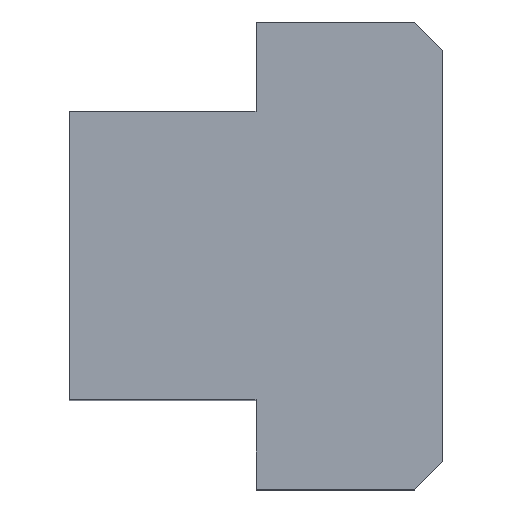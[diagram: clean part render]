
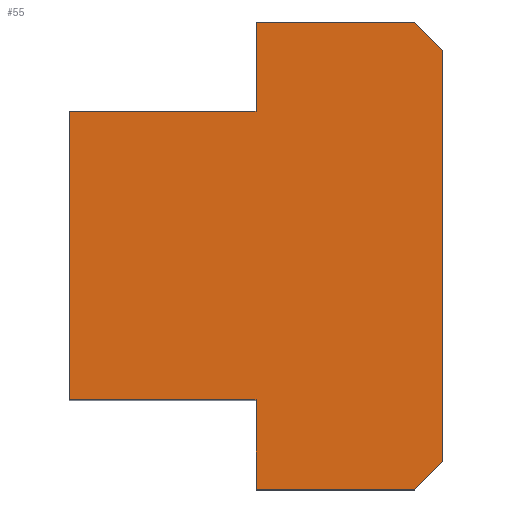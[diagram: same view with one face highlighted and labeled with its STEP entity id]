
A CAD part, top view. The second image highlights one B-rep face of the part: STEP entity #55.
In plain terms, the highlighted planar face has unit normal (0, 0, 1).
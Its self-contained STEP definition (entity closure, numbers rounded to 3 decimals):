
#55 = ADVANCED_FACE( '', ( #113 ), #114, .T. );
#113 = FACE_OUTER_BOUND( '', #170, .T. );
#114 = PLANE( '', #171 );
#170 = EDGE_LOOP( '', ( #264, #265, #266, #267, #268, #269, #270, #271, #272, #273 ) );
#171 = AXIS2_PLACEMENT_3D( '', #274, #275, #276 );
#264 = ORIENTED_EDGE( '', *, *, #325, .T. );
#265 = ORIENTED_EDGE( '', *, *, #357, .T. );
#266 = ORIENTED_EDGE( '', *, *, #358, .T. );
#267 = ORIENTED_EDGE( '', *, *, #359, .T. );
#268 = ORIENTED_EDGE( '', *, *, #342, .T. );
#269 = ORIENTED_EDGE( '', *, *, #338, .T. );
#270 = ORIENTED_EDGE( '', *, *, #350, .T. );
#271 = ORIENTED_EDGE( '', *, *, #346, .T. );
#272 = ORIENTED_EDGE( '', *, *, #332, .T. );
#273 = ORIENTED_EDGE( '', *, *, #360, .T. );
#274 = CARTESIAN_POINT( '', ( 0., 0., 17.5 ) );
#275 = DIRECTION( '', ( 0., 0., 1. ) );
#276 = DIRECTION( '', ( 1., 0., 0. ) );
#325 = EDGE_CURVE( '', #378, #376, #379, .T. );
#332 = EDGE_CURVE( '', #390, #388, #391, .T. );
#338 = EDGE_CURVE( '', #401, #399, #402, .T. );
#342 = EDGE_CURVE( '', #407, #401, #408, .T. );
#346 = EDGE_CURVE( '', #413, #390, #414, .T. );
#350 = EDGE_CURVE( '', #399, #413, #418, .T. );
#357 = EDGE_CURVE( '', #376, #427, #428, .T. );
#358 = EDGE_CURVE( '', #427, #429, #430, .T. );
#359 = EDGE_CURVE( '', #429, #407, #431, .T. );
#360 = EDGE_CURVE( '', #388, #378, #432, .T. );
#376 = VERTEX_POINT( '', #450 );
#378 = VERTEX_POINT( '', #453 );
#379 = LINE( '', #454, #455 );
#388 = VERTEX_POINT( '', #466 );
#390 = VERTEX_POINT( '', #469 );
#391 = LINE( '', #470, #471 );
#399 = VERTEX_POINT( '', #481 );
#401 = VERTEX_POINT( '', #484 );
#402 = LINE( '', #485, #486 );
#407 = VERTEX_POINT( '', #493 );
#408 = LINE( '', #494, #495 );
#413 = VERTEX_POINT( '', #502 );
#414 = LINE( '', #503, #504 );
#418 = LINE( '', #510, #511 );
#427 = VERTEX_POINT( '', #524 );
#428 = LINE( '', #525, #526 );
#429 = VERTEX_POINT( '', #527 );
#430 = LINE( '', #528, #529 );
#431 = LINE( '', #530, #531 );
#432 = LINE( '', #532, #533 );
#450 = CARTESIAN_POINT( '', ( -14., -10.8, 17.5 ) );
#453 = CARTESIAN_POINT( '', ( -14., 10.8, 17.5 ) );
#454 = CARTESIAN_POINT( '', ( -14., 10.8, 17.5 ) );
#455 = VECTOR( '', #551, 1000. );
#466 = CARTESIAN_POINT( '', ( 0., 10.8, 17.5 ) );
#469 = CARTESIAN_POINT( '', ( 0., 17.5, 17.5 ) );
#470 = CARTESIAN_POINT( '', ( 0., 17.5, 17.5 ) );
#471 = VECTOR( '', #558, 1000. );
#481 = CARTESIAN_POINT( '', ( 14., 15.4, 17.5 ) );
#484 = CARTESIAN_POINT( '', ( 14., -15.4, 17.5 ) );
#485 = CARTESIAN_POINT( '', ( 14., -15.4, 17.5 ) );
#486 = VECTOR( '', #565, 1000. );
#493 = CARTESIAN_POINT( '', ( 11.9, -17.5, 17.5 ) );
#494 = CARTESIAN_POINT( '', ( 11.9, -17.5, 17.5 ) );
#495 = VECTOR( '', #568, 1000. );
#502 = CARTESIAN_POINT( '', ( 11.9, 17.5, 17.5 ) );
#503 = CARTESIAN_POINT( '', ( 11.9, 17.5, 17.5 ) );
#504 = VECTOR( '', #571, 1000. );
#510 = CARTESIAN_POINT( '', ( 14., 15.4, 17.5 ) );
#511 = VECTOR( '', #574, 1000. );
#524 = CARTESIAN_POINT( '', ( 0., -10.8, 17.5 ) );
#525 = CARTESIAN_POINT( '', ( -14., -10.8, 17.5 ) );
#526 = VECTOR( '', #579, 1000. );
#527 = CARTESIAN_POINT( '', ( 0., -17.5, 17.5 ) );
#528 = CARTESIAN_POINT( '', ( 0., -10.8, 17.5 ) );
#529 = VECTOR( '', #580, 1000. );
#530 = CARTESIAN_POINT( '', ( 0., -17.5, 17.5 ) );
#531 = VECTOR( '', #581, 1000. );
#532 = CARTESIAN_POINT( '', ( 0., 10.8, 17.5 ) );
#533 = VECTOR( '', #582, 1000. );
#551 = DIRECTION( '', ( 0., -1., 0. ) );
#558 = DIRECTION( '', ( 0., -1., 0. ) );
#565 = DIRECTION( '', ( 0., 1., 0. ) );
#568 = DIRECTION( '', ( 0.707, 0.707, 0. ) );
#571 = DIRECTION( '', ( -1., 0., 0. ) );
#574 = DIRECTION( '', ( -0.707, 0.707, 0. ) );
#579 = DIRECTION( '', ( 1., 0., 0. ) );
#580 = DIRECTION( '', ( 0., -1., 0. ) );
#581 = DIRECTION( '', ( 1., 0., 0. ) );
#582 = DIRECTION( '', ( -1., 0., 0. ) );
